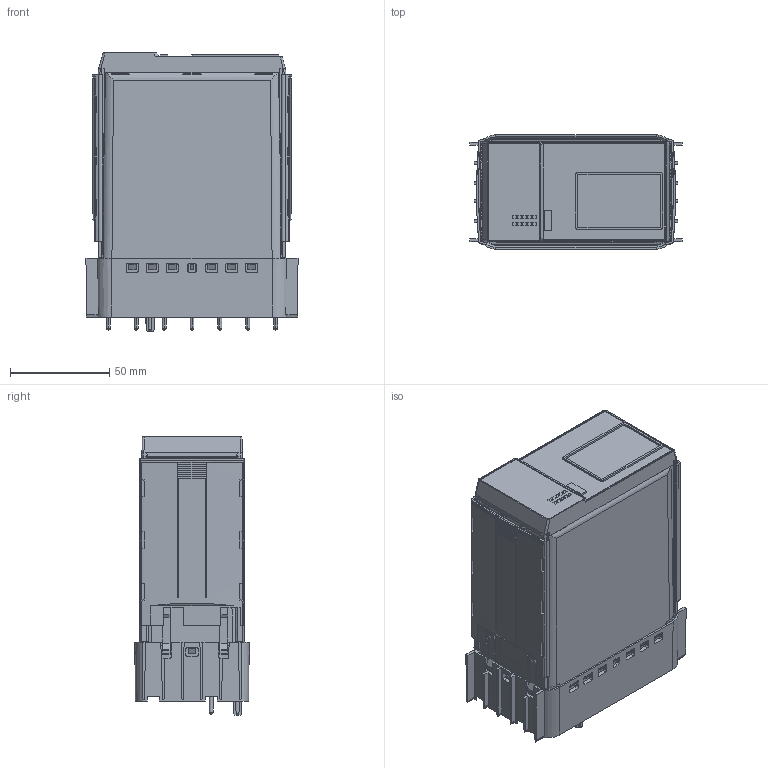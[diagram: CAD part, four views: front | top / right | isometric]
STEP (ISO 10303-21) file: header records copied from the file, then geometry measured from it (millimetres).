
FILE_DESCRIPTION((''),'2;1');
FILE_NAME('DM_CAD-2153_FB_WIDE_SW0001','2015-07-31T',('Creinig-se'),(''),'PRO/ENGINEER BY PARAMETRIC TECHNOLOGY CORPORATION, 2013050','PRO/ENGINEER BY PARAMETRIC TECHNOLOGY CORPORATION, 2013050','');
FILE_SCHEMA(('CONFIG_CONTROL_DESIGN'));
Products named in the file (1): DM_CAD-2153_FB_WIDE_SW0001
Bounding box: 106.62 x 57.5 x 139.8 mm (x, y, z)
Volume: 620419.6 mm3; surface area: 96618.5 mm2
Topology: 1 solids, 1 shells, 2396 faces, 6738 edges, 4353 vertices
Faces by surface type: plane 1555, cylinder 503, bspline 160, cone 120, torus 34, sphere 16, extrusion 8
Entity records: 102910 total; most frequent: CARTESIAN_POINT 27533, ORIENTED_EDGE 13448, DIRECTION 10133, EDGE_CURVE 6724, VECTOR 4531, LINE 4523, VERTEX_POINT 4353, AXIS2_PLACEMENT_3D 2801
